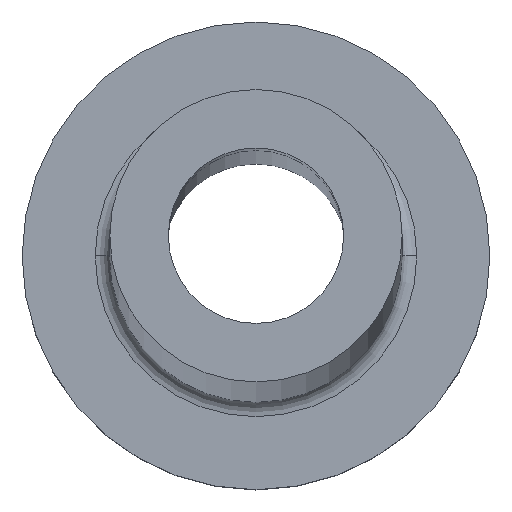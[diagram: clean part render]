
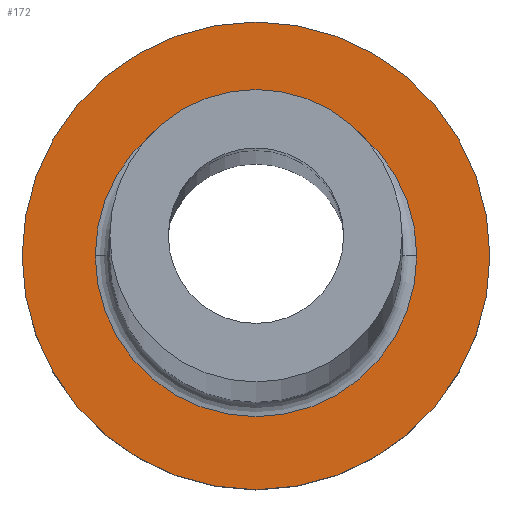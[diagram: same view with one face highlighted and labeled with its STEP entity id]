
A CAD part, top view. The second image highlights one B-rep face of the part: STEP entity #172.
In plain terms, the highlighted planar face has unit normal (0, 0, 1).
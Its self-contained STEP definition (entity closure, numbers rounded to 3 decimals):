
#10 = AXIS2_PLACEMENT_3D ( 'NONE', #343, #196, #379 ) ;
#20 = DIRECTION ( 'NONE',  ( 0., 0., 1. ) ) ;
#24 = ORIENTED_EDGE ( 'NONE', *, *, #402, .T. ) ;
#27 = AXIS2_PLACEMENT_3D ( 'NONE', #278, #137, #249 ) ;
#35 = ORIENTED_EDGE ( 'NONE', *, *, #134, .T. ) ;
#60 = AXIS2_PLACEMENT_3D ( 'NONE', #334, #20, #163 ) ;
#69 = CARTESIAN_POINT ( 'NONE',  ( -5.5, 0., 5. ) ) ;
#76 = AXIS2_PLACEMENT_3D ( 'NONE', #418, #133, #244 ) ;
#83 = VERTEX_POINT ( 'NONE', #69 ) ;
#133 = DIRECTION ( 'NONE',  ( 0., 0., 1. ) ) ;
#134 = EDGE_CURVE ( 'NONE', #436, #187, #353, .T. ) ;
#137 = DIRECTION ( 'NONE',  ( 0., 0., -1. ) ) ;
#158 = EDGE_LOOP ( 'NONE', ( #24, #369 ) ) ;
#163 = DIRECTION ( 'NONE',  ( 1., 0., 0. ) ) ;
#164 = VERTEX_POINT ( 'NONE', #453 ) ;
#167 = EDGE_CURVE ( 'NONE', #83, #164, #209, .T. ) ;
#172 = ADVANCED_FACE ( 'NONE', ( #420, #203 ), #419, .T. ) ;
#187 = VERTEX_POINT ( 'NONE', #340 ) ;
#196 = DIRECTION ( 'NONE',  ( 0., 0., -1. ) ) ;
#200 = EDGE_CURVE ( 'NONE', #187, #436, #248, .T. ) ;
#203 = FACE_OUTER_BOUND ( 'NONE', #246, .T. ) ;
#209 = CIRCLE ( 'NONE', #10, 5.5 ) ;
#243 = AXIS2_PLACEMENT_3D ( 'NONE', #458, #410, #414 ) ;
#244 = DIRECTION ( 'NONE',  ( 1., 0., 0. ) ) ;
#246 = EDGE_LOOP ( 'NONE', ( #341, #35 ) ) ;
#248 = CIRCLE ( 'NONE', #243, 8. ) ;
#249 = DIRECTION ( 'NONE',  ( 1., 0., 0. ) ) ;
#276 = CARTESIAN_POINT ( 'NONE',  ( 8., 0., 5. ) ) ;
#278 = CARTESIAN_POINT ( 'NONE',  ( 0., 0., 5. ) ) ;
#334 = CARTESIAN_POINT ( 'NONE',  ( 0., 0., 5. ) ) ;
#340 = CARTESIAN_POINT ( 'NONE',  ( -8., 0., 5. ) ) ;
#341 = ORIENTED_EDGE ( 'NONE', *, *, #200, .T. ) ;
#343 = CARTESIAN_POINT ( 'NONE',  ( 0., 0., 5. ) ) ;
#353 = CIRCLE ( 'NONE', #60, 8. ) ;
#369 = ORIENTED_EDGE ( 'NONE', *, *, #167, .T. ) ;
#379 = DIRECTION ( 'NONE',  ( 1., 0., 0. ) ) ;
#402 = EDGE_CURVE ( 'NONE', #164, #83, #433, .T. ) ;
#410 = DIRECTION ( 'NONE',  ( 0., 0., 1. ) ) ;
#414 = DIRECTION ( 'NONE',  ( 1., 0., 0. ) ) ;
#418 = CARTESIAN_POINT ( 'NONE',  ( 0., 0., 5. ) ) ;
#419 = PLANE ( 'NONE',  #76 ) ;
#420 = FACE_BOUND ( 'NONE', #158, .T. ) ;
#433 = CIRCLE ( 'NONE', #27, 5.5 ) ;
#436 = VERTEX_POINT ( 'NONE', #276 ) ;
#453 = CARTESIAN_POINT ( 'NONE',  ( 5.5, 0., 5. ) ) ;
#458 = CARTESIAN_POINT ( 'NONE',  ( 0., 0., 5. ) ) ;
